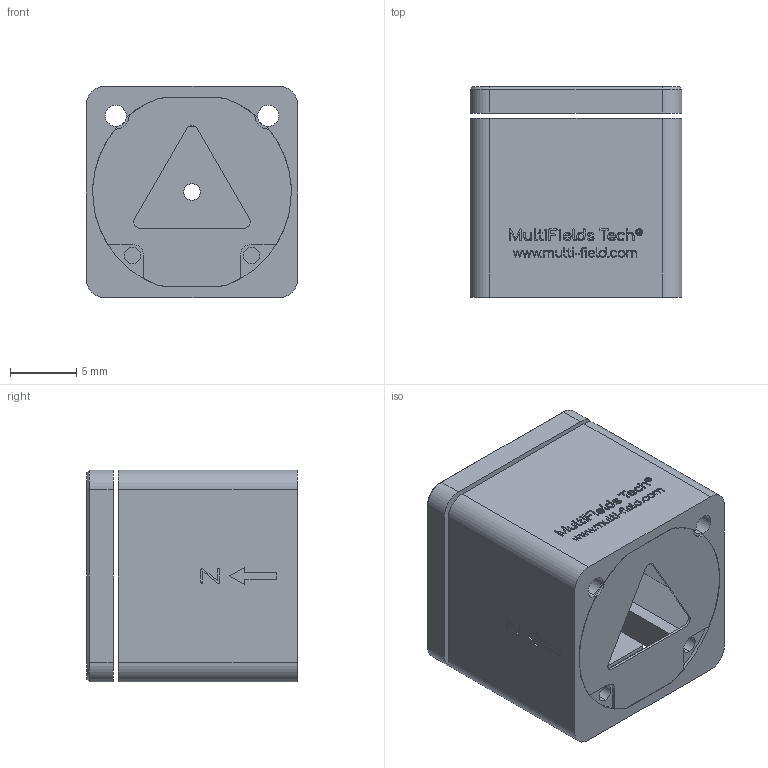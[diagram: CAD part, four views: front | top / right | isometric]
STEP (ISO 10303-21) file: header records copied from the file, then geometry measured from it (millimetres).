
FILE_DESCRIPTION (( 'STEP AP214' ), '1' );
FILE_NAME ('Linear16z-·½-web.STEP', '2023-11-07T09:44:21', ( '' ), ( '' ), 'SwSTEP 2.0', 'SolidWorks 2020', '' );
FILE_SCHEMA (( 'AUTOMOTIVE_DESIGN' ));
Length unit declared in the file: millimetre
Products named in the file (1): Linear16z-源-web
Bounding box: 16 x 15.9 x 16 mm (x, y, z)
Surface area: 2735.2 mm2 (no closed solid volume)
Topology: 0 solids, 6 shells, 733 faces, 3243 edges, 2375 vertices
Faces by surface type: bspline 406, plane 262, cylinder 53, cone 12
Entity records: 44531 total; most frequent: CARTESIAN_POINT 15226, ORIENTED_EDGE 4971, EDGE_CURVE 3243, DIRECTION 2385, VERTEX_POINT 2375, B_SPLINE_CURVE_WITH_KNOTS 1684, VECTOR 1385, LINE 1385
